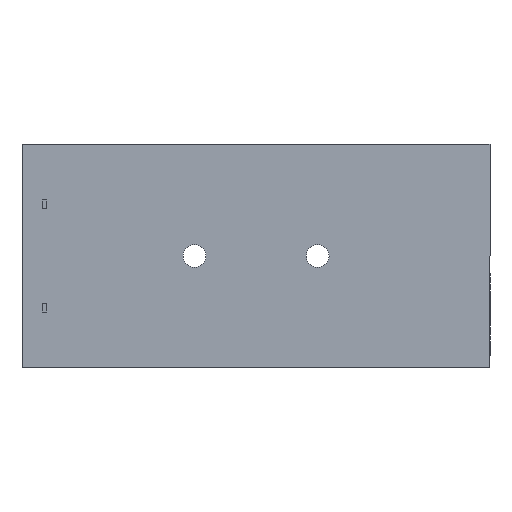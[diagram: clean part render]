
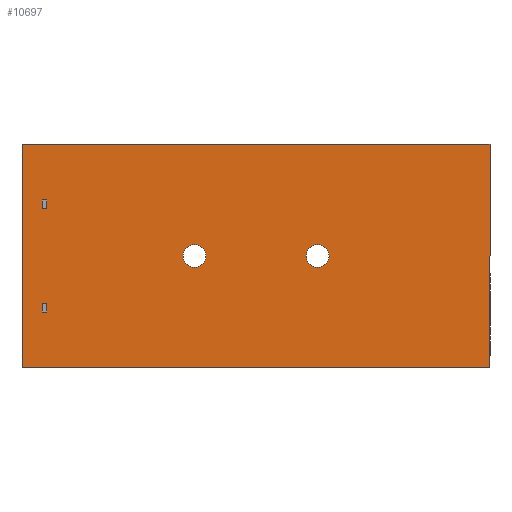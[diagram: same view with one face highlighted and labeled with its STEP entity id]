
A CAD part, front view. The second image highlights one B-rep face of the part: STEP entity #10697.
In plain terms, the highlighted planar face has unit normal (0, -1, 0).
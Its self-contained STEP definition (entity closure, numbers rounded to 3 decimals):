
#21 = CARTESIAN_POINT ( 'NONE',  ( 25.655, 0., 18.383 ) ) ;
#145 = AXIS2_PLACEMENT_3D ( 'NONE', #7192, #6071, #958 ) ;
#269 = EDGE_CURVE ( 'NONE', #9645, #9530, #5979, .T. ) ;
#393 = VECTOR ( 'NONE', #4361, 1000. ) ;
#412 = VECTOR ( 'NONE', #4876, 1000. ) ;
#429 = VECTOR ( 'NONE', #11619, 1000. ) ;
#550 = CIRCLE ( 'NONE', #4112, 1.25 ) ;
#642 = EDGE_LOOP ( 'NONE', ( #13173, #2932, #3630, #10110 ) ) ;
#653 = CIRCLE ( 'NONE', #145, 1.25 ) ;
#661 = VERTEX_POINT ( 'NONE', #6821 ) ;
#730 = CARTESIAN_POINT ( 'NONE',  ( 6.755, 0., 6.128 ) ) ;
#775 = CARTESIAN_POINT ( 'NONE',  ( -25.655, 0., 0. ) ) ;
#911 = DIRECTION ( 'NONE',  ( 0., 0., 1. ) ) ;
#958 = DIRECTION ( 'NONE',  ( 0., 0., 1. ) ) ;
#962 = ORIENTED_EDGE ( 'NONE', *, *, #9606, .T. ) ;
#982 = FACE_BOUND ( 'NONE', #1128, .T. ) ;
#1042 = VERTEX_POINT ( 'NONE', #6076 ) ;
#1128 = EDGE_LOOP ( 'NONE', ( #3393, #4514 ) ) ;
#1135 = DIRECTION ( 'NONE',  ( 0., 0., -1. ) ) ;
#1196 = CARTESIAN_POINT ( 'NONE',  ( -23.46, 0., 0. ) ) ;
#1669 = LINE ( 'NONE', #6379, #5556 ) ;
#1678 = VECTOR ( 'NONE', #4173, 1000. ) ;
#1740 = CARTESIAN_POINT ( 'NONE',  ( 6.755, 0., 7.378 ) ) ;
#1911 = VECTOR ( 'NONE', #11120, 1000. ) ;
#1982 = CARTESIAN_POINT ( 'NONE',  ( 0., 0., -6.127 ) ) ;
#2046 = VERTEX_POINT ( 'NONE', #8956 ) ;
#2176 = LINE ( 'NONE', #2907, #12670 ) ;
#2190 = CARTESIAN_POINT ( 'NONE',  ( -22.95, 0., 12.268 ) ) ;
#2225 = EDGE_LOOP ( 'NONE', ( #10482, #8377, #12594, #3326 ) ) ;
#2240 = DIRECTION ( 'NONE',  ( -1., 0., 0. ) ) ;
#2280 = CARTESIAN_POINT ( 'NONE',  ( -6.745, 0., 6.128 ) ) ;
#2334 = DIRECTION ( 'NONE',  ( 0., 0., 1. ) ) ;
#2647 = LINE ( 'NONE', #1196, #1678 ) ;
#2832 = DIRECTION ( 'NONE',  ( 0., 0., 1. ) ) ;
#2892 = PLANE ( 'NONE',  #12622 ) ;
#2907 = CARTESIAN_POINT ( 'NONE',  ( 0., 0., 0.888 ) ) ;
#2932 = ORIENTED_EDGE ( 'NONE', *, *, #9212, .T. ) ;
#3057 = EDGE_LOOP ( 'NONE', ( #8155, #10399 ) ) ;
#3326 = ORIENTED_EDGE ( 'NONE', *, *, #6098, .T. ) ;
#3393 = ORIENTED_EDGE ( 'NONE', *, *, #12499, .T. ) ;
#3630 = ORIENTED_EDGE ( 'NONE', *, *, #10173, .T. ) ;
#3692 = FACE_BOUND ( 'NONE', #642, .T. ) ;
#3708 = CIRCLE ( 'NONE', #9507, 1.25 ) ;
#3790 = EDGE_CURVE ( 'NONE', #2046, #10486, #4796, .T. ) ;
#4112 = AXIS2_PLACEMENT_3D ( 'NONE', #2280, #5277, #8432 ) ;
#4173 = DIRECTION ( 'NONE',  ( 0., 0., 1. ) ) ;
#4313 = CARTESIAN_POINT ( 'NONE',  ( 0., 0., 11.368 ) ) ;
#4361 = DIRECTION ( 'NONE',  ( -1., 0., 0. ) ) ;
#4514 = ORIENTED_EDGE ( 'NONE', *, *, #9023, .T. ) ;
#4796 = LINE ( 'NONE', #8569, #9497 ) ;
#4810 = EDGE_CURVE ( 'NONE', #11669, #661, #7454, .T. ) ;
#4876 = DIRECTION ( 'NONE',  ( 0., 0., -1. ) ) ;
#4879 = VERTEX_POINT ( 'NONE', #12962 ) ;
#4943 = DIRECTION ( 'NONE',  ( -1., 0., 0. ) ) ;
#5277 = DIRECTION ( 'NONE',  ( 0., 1., 0. ) ) ;
#5363 = CARTESIAN_POINT ( 'NONE',  ( 0., 0., -0.012 ) ) ;
#5511 = CARTESIAN_POINT ( 'NONE',  ( -6.745, 0., 4.878 ) ) ;
#5556 = VECTOR ( 'NONE', #13006, 1000. ) ;
#5870 = EDGE_CURVE ( 'NONE', #8153, #9491, #1669, .T. ) ;
#5979 = LINE ( 'NONE', #775, #1911 ) ;
#6055 = CARTESIAN_POINT ( 'NONE',  ( 25.655, 0., -6.127 ) ) ;
#6071 = DIRECTION ( 'NONE',  ( 0., 1., 0. ) ) ;
#6076 = CARTESIAN_POINT ( 'NONE',  ( 6.755, 0., 4.878 ) ) ;
#6098 = EDGE_CURVE ( 'NONE', #9530, #9491, #7288, .T. ) ;
#6114 = LINE ( 'NONE', #12206, #412 ) ;
#6163 = EDGE_CURVE ( 'NONE', #8153, #9645, #11633, .T. ) ;
#6379 = CARTESIAN_POINT ( 'NONE',  ( 25.655, 0., 0. ) ) ;
#6523 = LINE ( 'NONE', #5363, #10068 ) ;
#6712 = EDGE_CURVE ( 'NONE', #7015, #8069, #3708, .T. ) ;
#6821 = CARTESIAN_POINT ( 'NONE',  ( -22.95, 0., 11.368 ) ) ;
#7012 = DIRECTION ( 'NONE',  ( 1., 0., 0. ) ) ;
#7015 = VERTEX_POINT ( 'NONE', #5511 ) ;
#7095 = CARTESIAN_POINT ( 'NONE',  ( -25.655, 0., -6.127 ) ) ;
#7115 = DIRECTION ( 'NONE',  ( 0., 1., 0. ) ) ;
#7192 = CARTESIAN_POINT ( 'NONE',  ( 6.755, 0., 6.128 ) ) ;
#7288 = LINE ( 'NONE', #1982, #11179 ) ;
#7354 = ORIENTED_EDGE ( 'NONE', *, *, #11761, .T. ) ;
#7440 = FACE_BOUND ( 'NONE', #11952, .T. ) ;
#7454 = LINE ( 'NONE', #8332, #11336 ) ;
#7656 = DIRECTION ( 'NONE',  ( 0., 0., 1. ) ) ;
#7720 = CARTESIAN_POINT ( 'NONE',  ( -23.46, 0., -0.012 ) ) ;
#7723 = CARTESIAN_POINT ( 'NONE',  ( -23.46, 0., 12.268 ) ) ;
#8069 = VERTEX_POINT ( 'NONE', #11177 ) ;
#8107 = FACE_OUTER_BOUND ( 'NONE', #2225, .T. ) ;
#8114 = CARTESIAN_POINT ( 'NONE',  ( -22.95, 0., 0.888 ) ) ;
#8153 = VERTEX_POINT ( 'NONE', #21 ) ;
#8155 = ORIENTED_EDGE ( 'NONE', *, *, #8796, .T. ) ;
#8158 = CARTESIAN_POINT ( 'NONE',  ( 0., 0., 18.383 ) ) ;
#8332 = CARTESIAN_POINT ( 'NONE',  ( -22.95, 0., 12.255 ) ) ;
#8377 = ORIENTED_EDGE ( 'NONE', *, *, #6163, .T. ) ;
#8432 = DIRECTION ( 'NONE',  ( 0., 0., 1. ) ) ;
#8478 = VERTEX_POINT ( 'NONE', #10052 ) ;
#8569 = CARTESIAN_POINT ( 'NONE',  ( -23.46, 0., 12.255 ) ) ;
#8796 = EDGE_CURVE ( 'NONE', #8069, #7015, #550, .T. ) ;
#8853 = EDGE_CURVE ( 'NONE', #12122, #8478, #2647, .T. ) ;
#8956 = CARTESIAN_POINT ( 'NONE',  ( -23.46, 0., 11.368 ) ) ;
#9023 = EDGE_CURVE ( 'NONE', #1042, #12998, #9265, .T. ) ;
#9174 = CARTESIAN_POINT ( 'NONE',  ( 0., 0., 0. ) ) ;
#9212 = EDGE_CURVE ( 'NONE', #12449, #4879, #6114, .T. ) ;
#9265 = CIRCLE ( 'NONE', #11140, 1.25 ) ;
#9479 = DIRECTION ( 'NONE',  ( 0., 1., 0. ) ) ;
#9491 = VERTEX_POINT ( 'NONE', #6055 ) ;
#9497 = VECTOR ( 'NONE', #2334, 1000. ) ;
#9507 = AXIS2_PLACEMENT_3D ( 'NONE', #12609, #9479, #7656 ) ;
#9530 = VERTEX_POINT ( 'NONE', #7095 ) ;
#9592 = CARTESIAN_POINT ( 'NONE',  ( 0., 0., 12.268 ) ) ;
#9606 = EDGE_CURVE ( 'NONE', #661, #2046, #9948, .T. ) ;
#9645 = VERTEX_POINT ( 'NONE', #12596 ) ;
#9859 = EDGE_CURVE ( 'NONE', #8478, #12449, #2176, .T. ) ;
#9869 = ORIENTED_EDGE ( 'NONE', *, *, #3790, .T. ) ;
#9948 = LINE ( 'NONE', #4313, #393 ) ;
#10052 = CARTESIAN_POINT ( 'NONE',  ( -23.46, 0., 0.888 ) ) ;
#10068 = VECTOR ( 'NONE', #2240, 1000. ) ;
#10110 = ORIENTED_EDGE ( 'NONE', *, *, #8853, .T. ) ;
#10138 = DIRECTION ( 'NONE',  ( 1., 0., 0. ) ) ;
#10173 = EDGE_CURVE ( 'NONE', #4879, #12122, #6523, .T. ) ;
#10399 = ORIENTED_EDGE ( 'NONE', *, *, #6712, .T. ) ;
#10482 = ORIENTED_EDGE ( 'NONE', *, *, #5870, .F. ) ;
#10486 = VERTEX_POINT ( 'NONE', #7723 ) ;
#10697 = ADVANCED_FACE ( 'NONE', ( #982, #11653, #3692, #8107, #7440 ), #2892, .F. ) ;
#11120 = DIRECTION ( 'NONE',  ( 0., 0., -1. ) ) ;
#11140 = AXIS2_PLACEMENT_3D ( 'NONE', #730, #13153, #2832 ) ;
#11177 = CARTESIAN_POINT ( 'NONE',  ( -6.745, 0., 7.378 ) ) ;
#11179 = VECTOR ( 'NONE', #7012, 1000. ) ;
#11336 = VECTOR ( 'NONE', #1135, 1000. ) ;
#11479 = VECTOR ( 'NONE', #4943, 1000. ) ;
#11619 = DIRECTION ( 'NONE',  ( 1., 0., 0. ) ) ;
#11633 = LINE ( 'NONE', #8158, #11479 ) ;
#11653 = FACE_BOUND ( 'NONE', #3057, .T. ) ;
#11669 = VERTEX_POINT ( 'NONE', #2190 ) ;
#11750 = ORIENTED_EDGE ( 'NONE', *, *, #4810, .T. ) ;
#11761 = EDGE_CURVE ( 'NONE', #10486, #11669, #11767, .T. ) ;
#11767 = LINE ( 'NONE', #9592, #429 ) ;
#11952 = EDGE_LOOP ( 'NONE', ( #7354, #11750, #962, #9869 ) ) ;
#12122 = VERTEX_POINT ( 'NONE', #7720 ) ;
#12206 = CARTESIAN_POINT ( 'NONE',  ( -22.95, 0., 0. ) ) ;
#12449 = VERTEX_POINT ( 'NONE', #8114 ) ;
#12499 = EDGE_CURVE ( 'NONE', #12998, #1042, #653, .T. ) ;
#12594 = ORIENTED_EDGE ( 'NONE', *, *, #269, .T. ) ;
#12596 = CARTESIAN_POINT ( 'NONE',  ( -25.655, 0., 18.383 ) ) ;
#12609 = CARTESIAN_POINT ( 'NONE',  ( -6.745, 0., 6.128 ) ) ;
#12622 = AXIS2_PLACEMENT_3D ( 'NONE', #9174, #7115, #911 ) ;
#12670 = VECTOR ( 'NONE', #10138, 1000. ) ;
#12962 = CARTESIAN_POINT ( 'NONE',  ( -22.95, 0., -0.012 ) ) ;
#12998 = VERTEX_POINT ( 'NONE', #1740 ) ;
#13006 = DIRECTION ( 'NONE',  ( 0., 0., -1. ) ) ;
#13153 = DIRECTION ( 'NONE',  ( 0., 1., 0. ) ) ;
#13173 = ORIENTED_EDGE ( 'NONE', *, *, #9859, .T. ) ;
